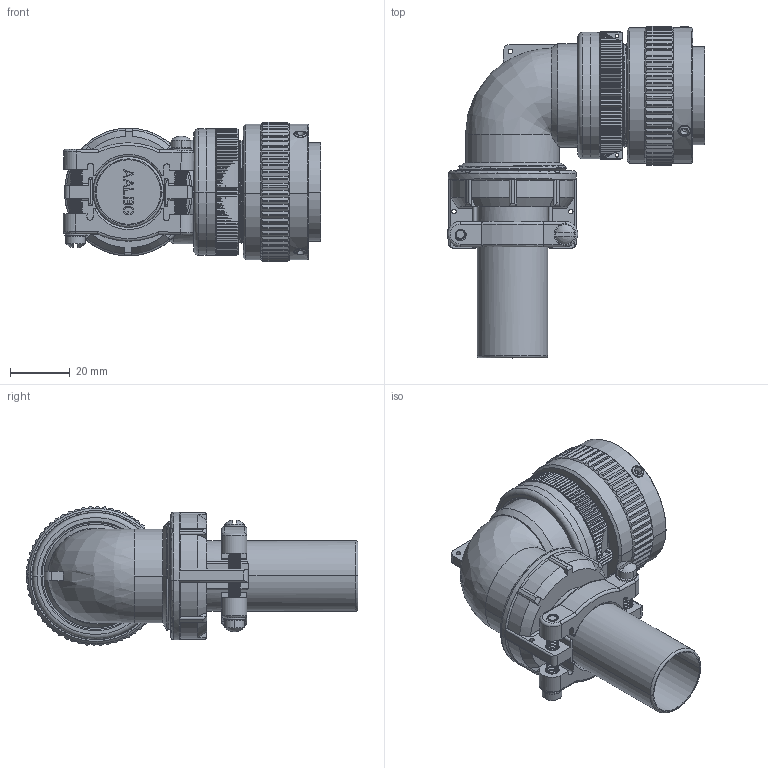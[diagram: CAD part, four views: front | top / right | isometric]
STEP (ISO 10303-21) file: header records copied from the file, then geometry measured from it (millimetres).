
FILE_DESCRIPTION((''),'2;1');
FILE_NAME('VG95234E-24_SW0001','2023-03-23T13:20:31',('paultorloting'),('NET AG system integration'),'CREO PARAMETRIC BY PTC INC, 2021404','CREO PARAMETRIC BY PTC INC, 2021404','');
FILE_SCHEMA(('AUTOMOTIVE_DESIGN { 1 0 10303 214 1 1 1 1 }'));
Length unit declared in the file: millimetre
Products named in the file (1): VG95234E-24_SW0001
Bounding box: 86.07 x 110.74 x 46.45 mm (x, y, z)
Volume: 92309.5 mm3; surface area: 39684 mm2
Topology: 2 solids, 2 shells, 1787 faces, 4917 edges, 3149 vertices
Faces by surface type: plane 861, cylinder 510, cone 294, bspline 80, torus 38, sphere 4
Entity records: 117256 total; most frequent: CARTESIAN_POINT 63389, ORIENTED_EDGE 9822, DIRECTION 7958, EDGE_CURVE 4911, VERTEX_POINT 3149, AXIS2_PLACEMENT_3D 2841, VECTOR 2273, LINE 2273
